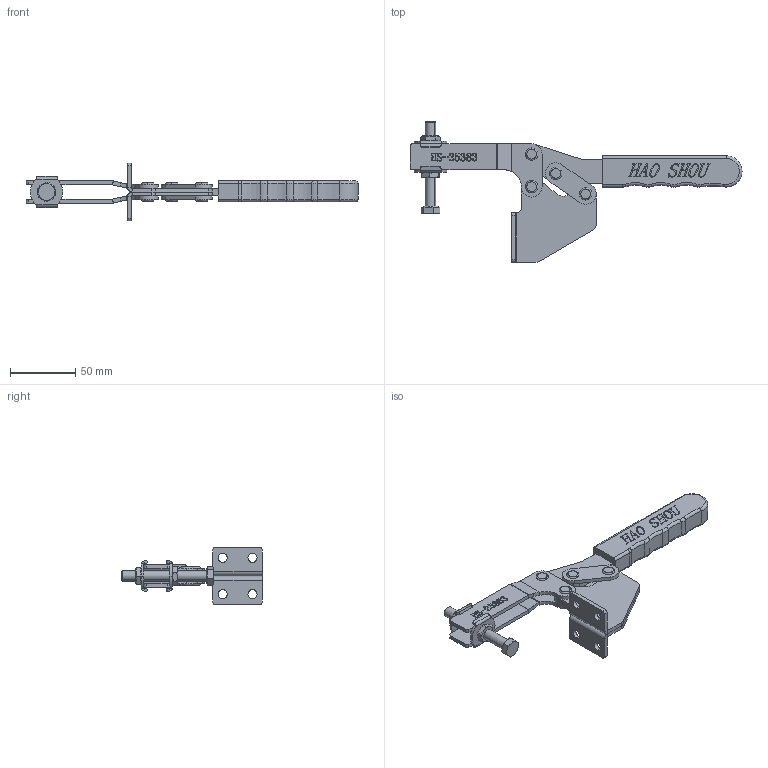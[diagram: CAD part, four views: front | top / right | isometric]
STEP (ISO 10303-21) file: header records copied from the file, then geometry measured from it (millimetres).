
FILE_DESCRIPTION (( 'STEP AP203' ), '1' );
FILE_NAME ('HS-25383 .STEP', '2019-08-06T05:40:29', ( '微软用户' ), ( '微软中国' ), 'SwSTEP 2.0', 'SolidWorks 2012', '' );
FILE_SCHEMA (( 'CONFIG_CONTROL_DESIGN' ));
Length unit declared in the file: millimetre
Products named in the file (12): HS-25383 ; FW-380; hex thin nuts-grades ab-chamfered gb_GB_FASTENER_NUT_STNAB M8-N; hexagon head bolts-full thread gb_GB_FASTENER_BOLT_STBAB A M8X65-N; 蟀裝; 揤參酘; 揤參衵; 种; 忒梟; 忒參; 菁釱酘; 菁釱衵
Assembly tree (17 placements, depth 2):
  HS-25383 
    菁釱衵
    菁釱酘
    忒參
    忒梟
    种  x4
    揤參衵
    揤參酘
    蟀裝  x2
    hexagon head bolts-full thread gb_GB_FASTENER_BOLT_STBAB A M8X65-N
    hex thin nuts-grades ab-chamfered gb_GB_FASTENER_NUT_STNAB M8-N  x2
    FW-380  x2
Bounding box: 255.01 x 107.95 x 44 mm (x, y, z)
Volume: 93768.9 mm3; surface area: 50972 mm2
Topology: 17 solids, 17 shells, 874 faces, 2296 edges, 1500 vertices
Faces by surface type: plane 452, bspline 224, cylinder 138, torus 34, cone 26
Entity records: 37064 total; most frequent: CARTESIAN_POINT 17180, ORIENTED_EDGE 4224, DIRECTION 3090, EDGE_CURVE 2112, VERTEX_POINT 1380, LINE 1326, VECTOR 1326, AXIS2_PLACEMENT_3D 882
